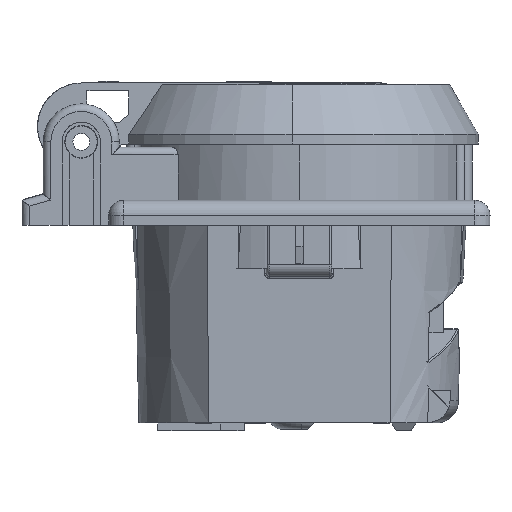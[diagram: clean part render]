
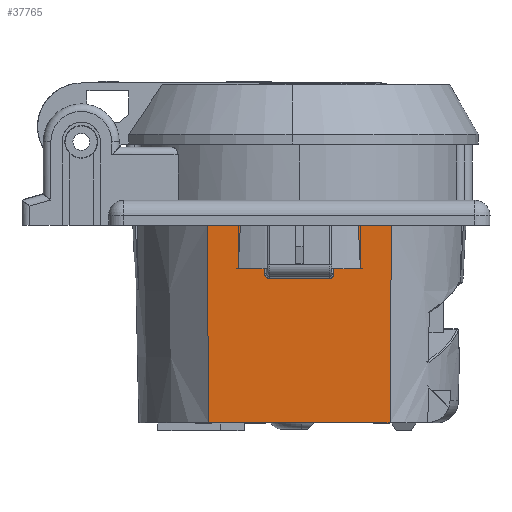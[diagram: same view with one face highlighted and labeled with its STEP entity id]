
A CAD part, left-side view. The second image highlights one B-rep face of the part: STEP entity #37765.
In plain terms, the highlighted planar face has unit normal (-1, 0, -0.023).
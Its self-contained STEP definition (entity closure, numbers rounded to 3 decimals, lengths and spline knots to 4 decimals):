
#758=B_SPLINE_CURVE_WITH_KNOTS('',3,(#60061,#60062,#60063,#60064),
 .UNSPECIFIED.,.F.,.F.,(4,4),(0.,1.),.UNSPECIFIED.);
#759=B_SPLINE_CURVE_WITH_KNOTS('',3,(#60070,#60071,#60072,#60073,#60074,
#60075,#60076,#60077,#60078,#60079,#60080,#60081,#60082),.UNSPECIFIED.,
 .F.,.F.,(4,3,3,3,4),(0.,0.25,0.5,0.75,1.),.UNSPECIFIED.);
#760=B_SPLINE_CURVE_WITH_KNOTS('',3,(#60086,#60087,#60088,#60089,#60090,
#60091,#60092,#60093,#60094,#60095,#60096,#60097,#60098),.UNSPECIFIED.,
 .F.,.F.,(4,3,3,3,4),(0.,0.25,0.5,0.75,1.),.UNSPECIFIED.);
#761=B_SPLINE_CURVE_WITH_KNOTS('',3,(#60104,#60105,#60106,#60107),
 .UNSPECIFIED.,.F.,.F.,(4,4),(0.,1.),.UNSPECIFIED.);
#762=B_SPLINE_CURVE_WITH_KNOTS('',3,(#60111,#60112,#60113,#60114),
 .UNSPECIFIED.,.F.,.F.,(4,4),(0.,0.026),.UNSPECIFIED.);
#763=B_SPLINE_CURVE_WITH_KNOTS('',3,(#60118,#60119,#60120,#60121),
 .UNSPECIFIED.,.F.,.F.,(4,4),(0.,0.026),.UNSPECIFIED.);
#1831=PLANE('',#42209);
#2738=FACE_OUTER_BOUND('',#4136,.T.);
#4136=EDGE_LOOP('',(#30859,#30860,#30861,#30862,#30863,#30864,#30865,#30866,
#30867,#30868,#30869,#30870,#30871,#30872));
#6425=LINE('',#60066,#11152);
#6426=LINE('',#60068,#11153);
#6427=LINE('',#60084,#11154);
#6428=LINE('',#60100,#11155);
#6429=LINE('',#60102,#11156);
#6430=LINE('',#60109,#11157);
#6431=LINE('',#60116,#11158);
#6432=LINE('',#60122,#11159);
#11152=VECTOR('',#45918,0.1378);
#11153=VECTOR('',#45919,0.0273);
#11154=VECTOR('',#45920,0.311);
#11155=VECTOR('',#45921,0.0273);
#11156=VECTOR('',#45922,0.1378);
#11157=VECTOR('',#45923,0.1718);
#11158=VECTOR('',#45924,0.94);
#11159=VECTOR('',#45925,0.1718);
#17275=VERTEX_POINT('',#60059);
#17276=VERTEX_POINT('',#60060);
#17277=VERTEX_POINT('',#60065);
#17278=VERTEX_POINT('',#60067);
#17279=VERTEX_POINT('',#60069);
#17280=VERTEX_POINT('',#60083);
#17281=VERTEX_POINT('',#60085);
#17282=VERTEX_POINT('',#60099);
#17283=VERTEX_POINT('',#60101);
#17284=VERTEX_POINT('',#60103);
#17285=VERTEX_POINT('',#60108);
#17286=VERTEX_POINT('',#60110);
#17287=VERTEX_POINT('',#60115);
#17288=VERTEX_POINT('',#60117);
#24062=EDGE_CURVE('',#17275,#17276,#758,.T.);
#24063=EDGE_CURVE('',#17276,#17277,#6425,.T.);
#24064=EDGE_CURVE('',#17277,#17278,#6426,.T.);
#24065=EDGE_CURVE('',#17278,#17279,#759,.T.);
#24066=EDGE_CURVE('',#17279,#17280,#6427,.T.);
#24067=EDGE_CURVE('',#17280,#17281,#760,.T.);
#24068=EDGE_CURVE('',#17281,#17282,#6428,.T.);
#24069=EDGE_CURVE('',#17282,#17283,#6429,.T.);
#24070=EDGE_CURVE('',#17283,#17284,#761,.T.);
#24071=EDGE_CURVE('',#17284,#17285,#6430,.T.);
#24072=EDGE_CURVE('',#17285,#17286,#762,.T.);
#24073=EDGE_CURVE('',#17286,#17287,#6431,.T.);
#24074=EDGE_CURVE('',#17287,#17288,#763,.T.);
#24075=EDGE_CURVE('',#17288,#17275,#6432,.T.);
#30859=ORIENTED_EDGE('',*,*,#24062,.T.);
#30860=ORIENTED_EDGE('',*,*,#24063,.T.);
#30861=ORIENTED_EDGE('',*,*,#24064,.T.);
#30862=ORIENTED_EDGE('',*,*,#24065,.T.);
#30863=ORIENTED_EDGE('',*,*,#24066,.T.);
#30864=ORIENTED_EDGE('',*,*,#24067,.T.);
#30865=ORIENTED_EDGE('',*,*,#24068,.T.);
#30866=ORIENTED_EDGE('',*,*,#24069,.T.);
#30867=ORIENTED_EDGE('',*,*,#24070,.T.);
#30868=ORIENTED_EDGE('',*,*,#24071,.T.);
#30869=ORIENTED_EDGE('',*,*,#24072,.T.);
#30870=ORIENTED_EDGE('',*,*,#24073,.T.);
#30871=ORIENTED_EDGE('',*,*,#24074,.T.);
#30872=ORIENTED_EDGE('',*,*,#24075,.T.);
#37765=ADVANCED_FACE('',(#2738),#1831,.T.);
#42209=AXIS2_PLACEMENT_3D('',#60058,#45916,#45917);
#45916=DIRECTION('center_axis',(-1.,0.,-0.023));
#45917=DIRECTION('ref_axis',(-0.023,0.,1.));
#45918=DIRECTION('',(0.,1.,0.));
#45919=DIRECTION('',(0.023,0.,-1.));
#45920=DIRECTION('',(0.,1.,0.));
#45921=DIRECTION('',(-0.023,0.,1.));
#45922=DIRECTION('',(0.,1.,0.));
#45923=DIRECTION('',(0.,1.,0.));
#45924=DIRECTION('',(0.,-1.,0.));
#45925=DIRECTION('',(0.,1.,0.));
#60058=CARTESIAN_POINT('Origin',(-0.697,-0.4829,-0.5118));
#60059=CARTESIAN_POINT('',(-0.7087,-0.3054,0.));
#60060=CARTESIAN_POINT('',(-0.7036,-0.3169,-0.2244));
#60061=CARTESIAN_POINT('Ctrl Pts',(-0.7087,-0.3054,0.));
#60062=CARTESIAN_POINT('Ctrl Pts',(-0.707,-0.3092,
-0.0734));
#60063=CARTESIAN_POINT('Ctrl Pts',(-0.7053,-0.3131,
-0.1482));
#60064=CARTESIAN_POINT('Ctrl Pts',(-0.7036,-0.3169,
-0.2244));
#60065=CARTESIAN_POINT('',(-0.7036,-0.1791,-0.2244));
#60066=CARTESIAN_POINT('',(-0.7036,-0.3169,-0.2244));
#60067=CARTESIAN_POINT('',(-0.7029,-0.1791,-0.2517));
#60068=CARTESIAN_POINT('',(-0.7036,-0.1791,-0.2244));
#60069=CARTESIAN_POINT('',(-0.7024,-0.1555,-0.2753));
#60070=CARTESIAN_POINT('Ctrl Pts',(-0.7029,-0.1791,
-0.2517));
#60071=CARTESIAN_POINT('Ctrl Pts',(-0.7029,-0.1791,
-0.2548));
#60072=CARTESIAN_POINT('Ctrl Pts',(-0.7028,-0.1785,
-0.2578));
#60073=CARTESIAN_POINT('Ctrl Pts',(-0.7027,-0.1773,
-0.2607));
#60074=CARTESIAN_POINT('Ctrl Pts',(-0.7027,-0.1761,
-0.2636));
#60075=CARTESIAN_POINT('Ctrl Pts',(-0.7026,-0.1744,
-0.2662));
#60076=CARTESIAN_POINT('Ctrl Pts',(-0.7026,-0.1722,
-0.2684));
#60077=CARTESIAN_POINT('Ctrl Pts',(-0.7025,-0.17,
-0.2706));
#60078=CARTESIAN_POINT('Ctrl Pts',(-0.7025,-0.1674,
-0.2723));
#60079=CARTESIAN_POINT('Ctrl Pts',(-0.7025,-0.1646,
-0.2735));
#60080=CARTESIAN_POINT('Ctrl Pts',(-0.7024,-0.1617,
-0.2747));
#60081=CARTESIAN_POINT('Ctrl Pts',(-0.7024,-0.1586,
-0.2753));
#60082=CARTESIAN_POINT('Ctrl Pts',(-0.7024,-0.1555,
-0.2753));
#60083=CARTESIAN_POINT('',(-0.7024,0.1555,-0.2753));
#60084=CARTESIAN_POINT('',(-0.7024,-0.1555,-0.2753));
#60085=CARTESIAN_POINT('',(-0.7029,0.1791,-0.2517));
#60086=CARTESIAN_POINT('Ctrl Pts',(-0.7024,0.1555,
-0.2753));
#60087=CARTESIAN_POINT('Ctrl Pts',(-0.7024,0.1586,
-0.2753));
#60088=CARTESIAN_POINT('Ctrl Pts',(-0.7024,0.1617,
-0.2747));
#60089=CARTESIAN_POINT('Ctrl Pts',(-0.7025,0.1646,
-0.2735));
#60090=CARTESIAN_POINT('Ctrl Pts',(-0.7025,0.1674,
-0.2723));
#60091=CARTESIAN_POINT('Ctrl Pts',(-0.7025,0.17,
-0.2706));
#60092=CARTESIAN_POINT('Ctrl Pts',(-0.7026,0.1722,
-0.2684));
#60093=CARTESIAN_POINT('Ctrl Pts',(-0.7026,0.1744,
-0.2662));
#60094=CARTESIAN_POINT('Ctrl Pts',(-0.7027,0.1761,
-0.2636));
#60095=CARTESIAN_POINT('Ctrl Pts',(-0.7027,0.1773,
-0.2607));
#60096=CARTESIAN_POINT('Ctrl Pts',(-0.7028,0.1785,
-0.2578));
#60097=CARTESIAN_POINT('Ctrl Pts',(-0.7029,0.1791,-0.2548));
#60098=CARTESIAN_POINT('Ctrl Pts',(-0.7029,0.1791,-0.2517));
#60099=CARTESIAN_POINT('',(-0.7036,0.1791,-0.2244));
#60100=CARTESIAN_POINT('',(-0.7029,0.1791,-0.2517));
#60101=CARTESIAN_POINT('',(-0.7036,0.3169,-0.2244));
#60102=CARTESIAN_POINT('',(-0.7036,0.1791,-0.2244));
#60103=CARTESIAN_POINT('',(-0.7087,0.3054,0.));
#60104=CARTESIAN_POINT('Ctrl Pts',(-0.7036,0.3169,
-0.2244));
#60105=CARTESIAN_POINT('Ctrl Pts',(-0.7053,0.3131,
-0.1482));
#60106=CARTESIAN_POINT('Ctrl Pts',(-0.707,0.3092,
-0.0734));
#60107=CARTESIAN_POINT('Ctrl Pts',(-0.7087,0.3054,0.));
#60108=CARTESIAN_POINT('',(-0.7087,0.4772,0.));
#60109=CARTESIAN_POINT('',(-0.7087,0.3054,0.));
#60110=CARTESIAN_POINT('',(-0.6854,0.47,-1.0236));
#60111=CARTESIAN_POINT('Ctrl Pts',(-0.7087,0.4772,0.));
#60112=CARTESIAN_POINT('Ctrl Pts',(-0.7009,0.4748,
-0.3438));
#60113=CARTESIAN_POINT('Ctrl Pts',(-0.6931,0.4724,
-0.685));
#60114=CARTESIAN_POINT('Ctrl Pts',(-0.6854,0.47,-1.0236));
#60115=CARTESIAN_POINT('',(-0.6854,-0.47,-1.0236));
#60116=CARTESIAN_POINT('',(-0.6854,0.47,-1.0236));
#60117=CARTESIAN_POINT('',(-0.7087,-0.4772,0.));
#60118=CARTESIAN_POINT('Ctrl Pts',(-0.6854,-0.47,-1.0236));
#60119=CARTESIAN_POINT('Ctrl Pts',(-0.6931,-0.4724,
-0.685));
#60120=CARTESIAN_POINT('Ctrl Pts',(-0.7009,-0.4748,
-0.3438));
#60121=CARTESIAN_POINT('Ctrl Pts',(-0.7087,-0.4772,0.));
#60122=CARTESIAN_POINT('',(-0.7087,-0.4772,0.));
